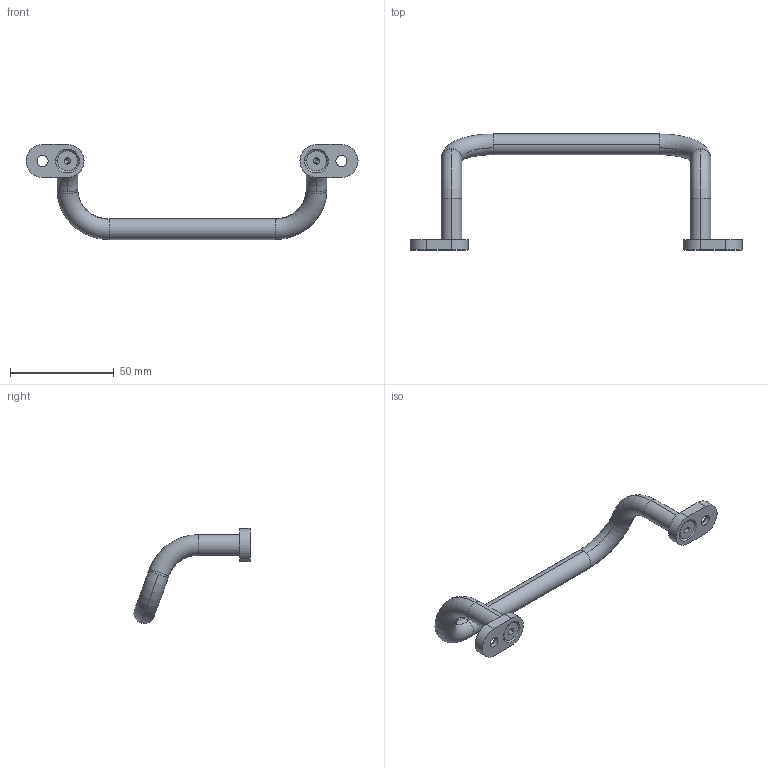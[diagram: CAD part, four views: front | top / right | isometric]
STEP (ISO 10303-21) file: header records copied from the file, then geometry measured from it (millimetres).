
FILE_DESCRIPTION (( 'STEP AP214' ), '1' );
FILE_NAME ('Ñáîðêà1.STEP', '2025-03-05T12:55:06', ( '' ), ( '' ), 'SwSTEP 2.0', 'SolidWorks 2025', '' );
FILE_SCHEMA (( 'AUTOMOTIVE_DESIGN' ));
Length unit declared in the file: millimetre
Products named in the file (5): socket countersunk head screw_din_DIN 7991 - M5 x 10 --- 4.8N; C16 Ручка дверная алюминиевая изогнутая, 120 мм_00; Сборка1; С16 Ручка_00; С16 Крепление ручки_00
Assembly tree (6 placements, depth 3):
  Сборка1
    C16 Ручка дверная алюминиевая изогнутая, 120 мм_00
      С16 Ручка_00
      С16 Крепление ручки_00  x2
      socket countersunk head screw_din_DIN 7991 - M5 x 10 --- 4.8N  x2
Bounding box: 160 x 55.97 x 45.89 mm (x, y, z)
Volume: 21692.4 mm3; surface area: 10863.4 mm2
Topology: 5 solids, 5 shells, 118 faces, 260 edges, 154 vertices
Faces by surface type: plane 42, cylinder 40, cone 24, torus 12
Entity records: 2231 total; most frequent: DIRECTION 419, CARTESIAN_POINT 342, ORIENTED_EDGE 322, AXIS2_PLACEMENT_3D 174, EDGE_CURVE 161, VERTEX_POINT 97, CIRCLE 90, EDGE_LOOP 82
